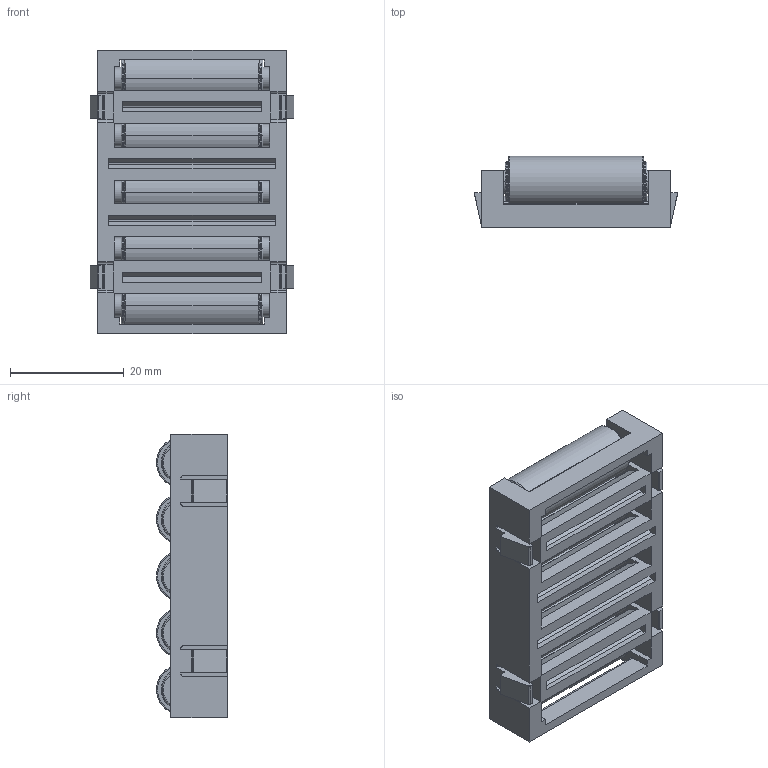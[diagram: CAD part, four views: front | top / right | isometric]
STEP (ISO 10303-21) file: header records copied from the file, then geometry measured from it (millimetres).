
FILE_DESCRIPTION (( 'STEP AP203' ), '1' );
FILE_NAME ('801256_c_1.STEP', '2023-05-14T21:49:57', ( '' ), ( '' ), 'SwSTEP 2.0', 'SolidWorks 2014', '' );
FILE_SCHEMA (( 'CONFIG_CONTROL_DESIGN' ));
Length unit declared in the file: millimetre
Products named in the file (4): 801256_c_1; _062AER974.50_part1; _062AER974.50_part2; _062AER974.50_part3
Assembly tree (11 placements, depth 2):
  801256_c_1
    _062AER974.50_part1
    _062AER974.50_part2  x5
    _062AER974.50_part3  x5
Bounding box: 35.79 x 12.5 x 50 mm (x, y, z)
Volume: 13507.4 mm3; surface area: 14224 mm2
Topology: 11 solids, 11 shells, 412 faces, 1063 edges, 682 vertices
Faces by surface type: plane 187, cylinder 145, bspline 60, cone 20
Entity records: 10123 total; most frequent: CARTESIAN_POINT 1867, ORIENTED_EDGE 1630, DIRECTION 1601, EDGE_CURVE 815, VECTOR 577, LINE 577, VERTEX_POINT 538, AXIS2_PLACEMENT_3D 512
